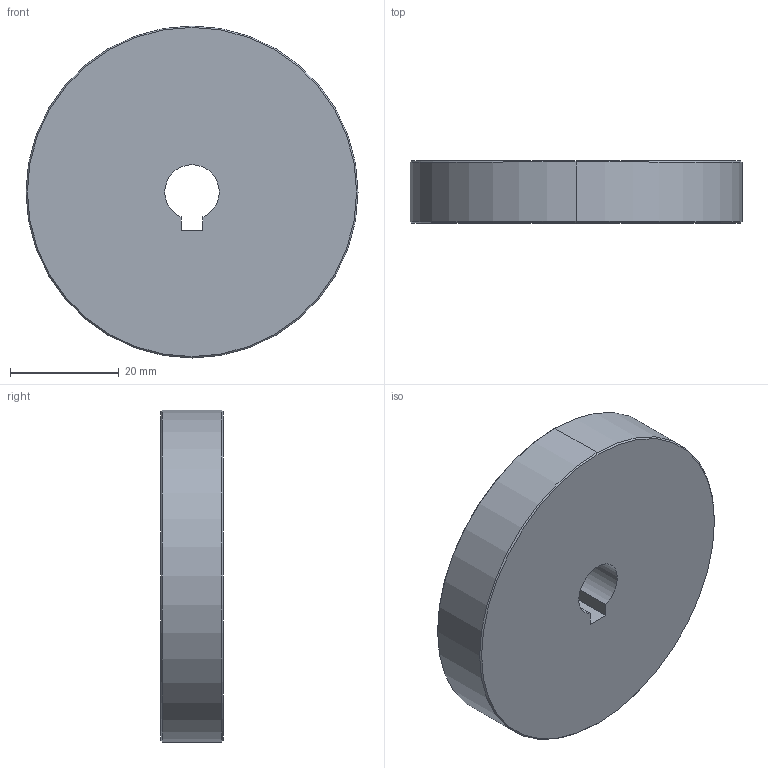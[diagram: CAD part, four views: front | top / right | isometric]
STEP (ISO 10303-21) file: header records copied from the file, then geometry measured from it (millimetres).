
FILE_DESCRIPTION (( 'STEP AP214' ), '1' );
FILE_NAME ('am-3014 48T 10mm bore gear.STEP', '2016-01-14T15:40:41', ( '' ), ( '' ), 'SwSTEP 2.0', 'SolidWorks 2014', '' );
FILE_SCHEMA (( 'AUTOMOTIVE_DESIGN' ));
Length unit declared in the file: inch
Products named in the file (1): am-3014 48T 10mm bore gear
Bounding box: 60.96 x 11.43 x 60.96 mm (x, y, z)
Volume: 16347.2 mm3; surface area: 9641.4 mm2
Topology: 1 solids, 1 shells, 26 faces, 54 edges, 32 vertices
Faces by surface type: cone 12, cylinder 7, plane 7
Entity records: 732 total; most frequent: DIRECTION 134, CARTESIAN_POINT 113, ORIENTED_EDGE 108, EDGE_CURVE 54, AXIS2_PLACEMENT_3D 53, VERTEX_POINT 32, EDGE_LOOP 30, LINE 28
